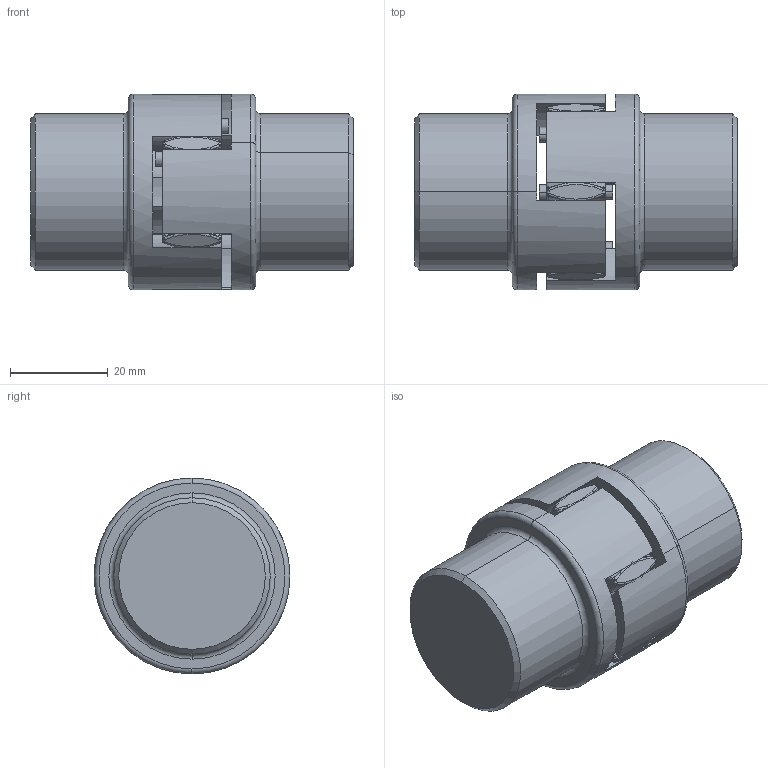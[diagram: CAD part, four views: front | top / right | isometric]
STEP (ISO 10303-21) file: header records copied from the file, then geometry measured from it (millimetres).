
FILE_DESCRIPTION((''),'2;1');
FILE_NAME('CJ19-24-2A_ASM','2013-02-28T',('ppetruska'),(''),'PRO/ENGINEER BY PARAMETRIC TECHNOLOGY CORPORATION, 2012480','PRO/ENGINEER BY PARAMETRIC TECHNOLOGY CORPORATION, 2012480','');
FILE_SCHEMA(('CONFIG_CONTROL_DESIGN'));
Length unit declared in the file: millimetre
Products named in the file (3): CJ19-24-HUB-A; CJ19-24-SPIDER; CJ19-24-2A_ASM
Assembly tree (3 placements, depth 2):
  CJ19-24-2A_ASM
    CJ19-24-HUB-A  x2
    CJ19-24-SPIDER
Bounding box: 66 x 40 x 40 mm (x, y, z)
Volume: 56597.3 mm3; surface area: 16787.3 mm2
Topology: 3 solids, 3 shells, 291 faces, 651 edges, 374 vertices
Faces by surface type: bspline 151, cylinder 102, plane 26, torus 8, cone 4
Entity records: 16980 total; most frequent: CARTESIAN_POINT 12284, ORIENTED_EDGE 1176, DIRECTION 631, EDGE_CURVE 588, B_SPLINE_CURVE_WITH_KNOTS 340, VERTEX_POINT 334, EDGE_LOOP 274, FACE_OUTER_BOUND 265
